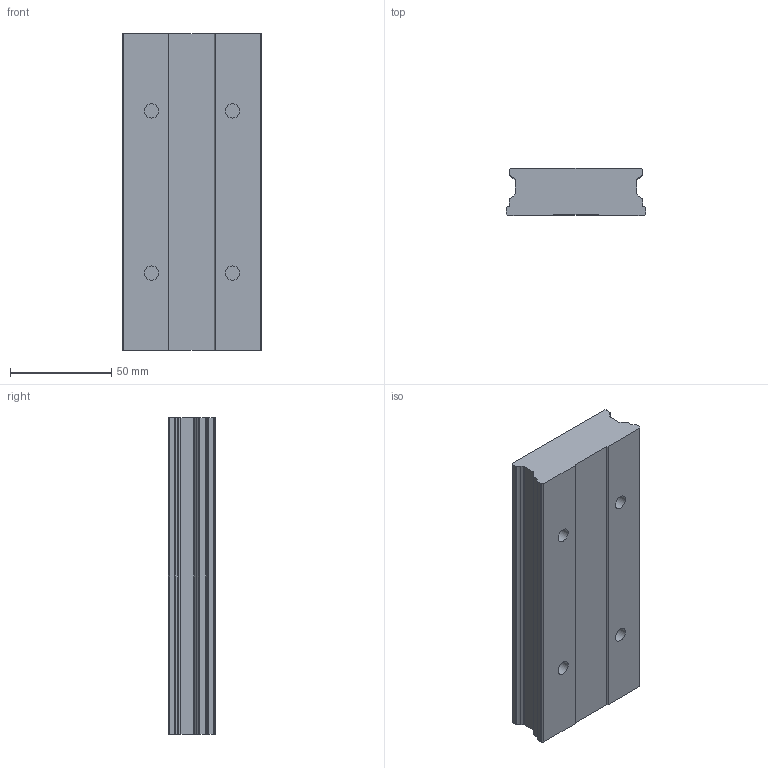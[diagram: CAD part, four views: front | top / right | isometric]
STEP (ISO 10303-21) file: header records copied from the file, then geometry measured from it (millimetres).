
FILE_DESCRIPTION (( 'STEP AP214' ), '1' );
FILE_NAME ('Rexroth-Ball-Rail-R167520431-156-38.step', '2020-07-02T11:39:01', ( '' ), ( '' ), 'SwSTEP 2.0', 'SolidWorks 2010', '' );
FILE_SCHEMA (( 'AUTOMOTIVE_DESIGN' ));
Length unit declared in the file: millimetre
Products named in the file (3): Rexroth-Ball-Rail-R167520431-156-38_Rail-1675-25-70-Hole-Plug-BoschRexroth; Rexroth-Hole-Plug-1605-200-80_Hole-Plug-25-70-BoschRexroth; Rexroth-Ball-Rail-R167520431-156-38
Assembly tree (5 placements, depth 2):
  Rexroth-Ball-Rail-R167520431-156-38
    Rexroth-Hole-Plug-1605-200-80_Hole-Plug-25-70-BoschRexroth  x4
    Rexroth-Ball-Rail-R167520431-156-38_Rail-1675-25-70-Hole-Plug-BoschRexroth
Bounding box: 69 x 23.4 x 156 mm (x, y, z)
Volume: 226321.3 mm3; surface area: 35546.8 mm2
Topology: 5 solids, 5 shells, 84 faces, 194 edges, 128 vertices
Faces by surface type: plane 42, cylinder 34, cone 8
Full cylindrical faces by diameter (mm): 7 x4, 10.8 x4, 11 x4
Entity records: 2126 total; most frequent: DIRECTION 372, CARTESIAN_POINT 346, ORIENTED_EDGE 318, EDGE_CURVE 159, AXIS2_PLACEMENT_3D 139, VERTEX_POINT 113, VECTOR 94, LINE 94
